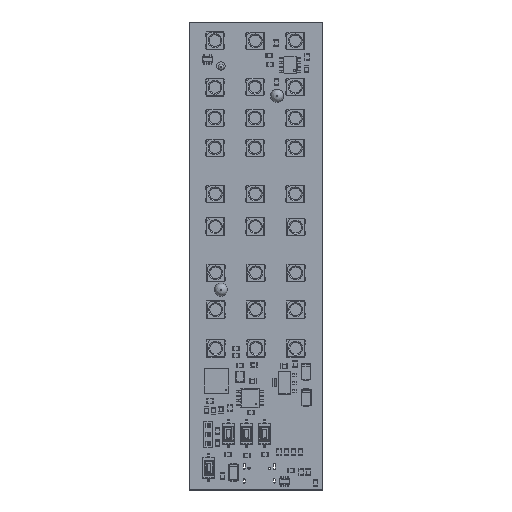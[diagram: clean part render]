
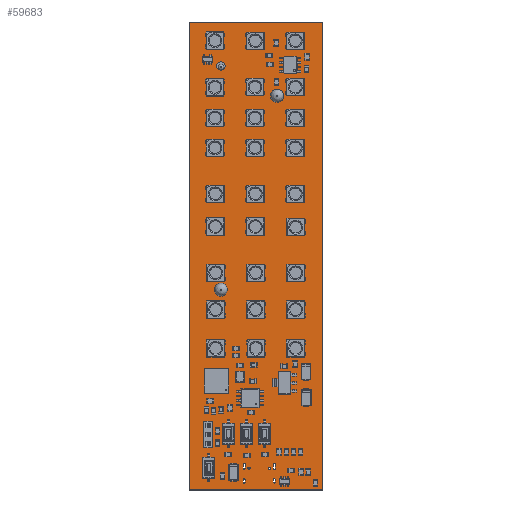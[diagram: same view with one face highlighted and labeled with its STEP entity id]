
A CAD part, top view. The second image highlights one B-rep face of the part: STEP entity #59683.
In plain terms, the highlighted planar face has unit normal (0, 0, 1).
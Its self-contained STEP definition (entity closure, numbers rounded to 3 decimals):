
#59339 = VERTEX_POINT('',#59340);
#59340 = CARTESIAN_POINT('',(128.2,-164.8,1.51));
#59346 = EDGE_CURVE('',#59339,#59347,#59349,.T.);
#59347 = VERTEX_POINT('',#59348);
#59348 = CARTESIAN_POINT('',(90.1,-164.8,1.51));
#59349 = LINE('',#59350,#59351);
#59350 = CARTESIAN_POINT('',(128.2,-164.8,1.51));
#59351 = VECTOR('',#59352,1.);
#59352 = DIRECTION('',(-1.,0.,0.));
#59379 = VERTEX_POINT('',#59380);
#59380 = CARTESIAN_POINT('',(128.2,-31.45,1.51));
#59386 = EDGE_CURVE('',#59379,#59339,#59387,.T.);
#59387 = LINE('',#59388,#59389);
#59388 = CARTESIAN_POINT('',(128.2,-31.45,1.51));
#59389 = VECTOR('',#59390,1.);
#59390 = DIRECTION('',(0.,-1.,0.));
#59408 = EDGE_CURVE('',#59347,#59409,#59411,.T.);
#59409 = VERTEX_POINT('',#59410);
#59410 = CARTESIAN_POINT('',(90.1,-31.45,1.51));
#59411 = LINE('',#59412,#59413);
#59412 = CARTESIAN_POINT('',(90.1,-164.8,1.51));
#59413 = VECTOR('',#59414,1.);
#59414 = DIRECTION('',(0.,1.,0.));
#59683 = ADVANCED_FACE('',(#59684,#59695,#59706,#59717,#59728,#59764,
    #59800,#59811,#59822,#59833,#59869,#59905,#59916),#59927,.T.);
#59684 = FACE_BOUND('',#59685,.T.);
#59685 = EDGE_LOOP('',(#59686,#59687,#59688,#59694));
#59686 = ORIENTED_EDGE('',*,*,#59346,.F.);
#59687 = ORIENTED_EDGE('',*,*,#59386,.F.);
#59688 = ORIENTED_EDGE('',*,*,#59689,.F.);
#59689 = EDGE_CURVE('',#59409,#59379,#59690,.T.);
#59690 = LINE('',#59691,#59692);
#59691 = CARTESIAN_POINT('',(90.1,-31.45,1.51));
#59692 = VECTOR('',#59693,1.);
#59693 = DIRECTION('',(1.,0.,0.));
#59694 = ORIENTED_EDGE('',*,*,#59408,.F.);
#59695 = FACE_BOUND('',#59696,.T.);
#59696 = EDGE_LOOP('',(#59697));
#59697 = ORIENTED_EDGE('',*,*,#59698,.T.);
#59698 = EDGE_CURVE('',#59699,#59699,#59701,.T.);
#59699 = VERTEX_POINT('',#59700);
#59700 = CARTESIAN_POINT('',(95.5,-152.055,1.51));
#59701 = CIRCLE('',#59702,0.5);
#59702 = AXIS2_PLACEMENT_3D('',#59703,#59704,#59705);
#59703 = CARTESIAN_POINT('',(95.5,-151.555,1.51));
#59704 = DIRECTION('',(-0.,0.,-1.));
#59705 = DIRECTION('',(-0.,-1.,0.));
#59706 = FACE_BOUND('',#59707,.T.);
#59707 = EDGE_LOOP('',(#59708));
#59708 = ORIENTED_EDGE('',*,*,#59709,.T.);
#59709 = EDGE_CURVE('',#59710,#59710,#59712,.T.);
#59710 = VERTEX_POINT('',#59711);
#59711 = CARTESIAN_POINT('',(95.5,-149.515,1.51));
#59712 = CIRCLE('',#59713,0.5);
#59713 = AXIS2_PLACEMENT_3D('',#59714,#59715,#59716);
#59714 = CARTESIAN_POINT('',(95.5,-149.015,1.51));
#59715 = DIRECTION('',(-0.,0.,-1.));
#59716 = DIRECTION('',(-0.,-1.,0.));
#59717 = FACE_BOUND('',#59718,.T.);
#59718 = EDGE_LOOP('',(#59719));
#59719 = ORIENTED_EDGE('',*,*,#59720,.T.);
#59720 = EDGE_CURVE('',#59721,#59721,#59723,.T.);
#59721 = VERTEX_POINT('',#59722);
#59722 = CARTESIAN_POINT('',(95.5,-146.975,1.51));
#59723 = CIRCLE('',#59724,0.5);
#59724 = AXIS2_PLACEMENT_3D('',#59725,#59726,#59727);
#59725 = CARTESIAN_POINT('',(95.5,-146.475,1.51));
#59726 = DIRECTION('',(-0.,0.,-1.));
#59727 = DIRECTION('',(-0.,-1.,0.));
#59728 = FACE_BOUND('',#59729,.T.);
#59729 = EDGE_LOOP('',(#59730,#59741,#59749,#59758));
#59730 = ORIENTED_EDGE('',*,*,#59731,.T.);
#59731 = EDGE_CURVE('',#59732,#59734,#59736,.T.);
#59732 = VERTEX_POINT('',#59733);
#59733 = CARTESIAN_POINT('',(106.06,-162.525,1.51));
#59734 = VERTEX_POINT('',#59735);
#59735 = CARTESIAN_POINT('',(105.46,-162.525,1.51));
#59736 = CIRCLE('',#59737,0.3);
#59737 = AXIS2_PLACEMENT_3D('',#59738,#59739,#59740);
#59738 = CARTESIAN_POINT('',(105.76,-162.525,1.51));
#59739 = DIRECTION('',(-0.,0.,-1.));
#59740 = DIRECTION('',(-1.,0.,0.));
#59741 = ORIENTED_EDGE('',*,*,#59742,.T.);
#59742 = EDGE_CURVE('',#59734,#59743,#59745,.T.);
#59743 = VERTEX_POINT('',#59744);
#59744 = CARTESIAN_POINT('',(105.46,-161.925,1.51));
#59745 = LINE('',#59746,#59747);
#59746 = CARTESIAN_POINT('',(105.46,-80.963,1.51));
#59747 = VECTOR('',#59748,1.);
#59748 = DIRECTION('',(-0.,1.,0.));
#59749 = ORIENTED_EDGE('',*,*,#59750,.T.);
#59750 = EDGE_CURVE('',#59743,#59751,#59753,.T.);
#59751 = VERTEX_POINT('',#59752);
#59752 = CARTESIAN_POINT('',(106.06,-161.925,1.51));
#59753 = CIRCLE('',#59754,0.3);
#59754 = AXIS2_PLACEMENT_3D('',#59755,#59756,#59757);
#59755 = CARTESIAN_POINT('',(105.76,-161.925,1.51));
#59756 = DIRECTION('',(0.,-0.,-1.));
#59757 = DIRECTION('',(1.,0.,-0.));
#59758 = ORIENTED_EDGE('',*,*,#59759,.T.);
#59759 = EDGE_CURVE('',#59751,#59732,#59760,.T.);
#59760 = LINE('',#59761,#59762);
#59761 = CARTESIAN_POINT('',(106.06,-81.263,1.51));
#59762 = VECTOR('',#59763,1.);
#59763 = DIRECTION('',(0.,-1.,0.));
#59764 = FACE_BOUND('',#59765,.T.);
#59765 = EDGE_LOOP('',(#59766,#59777,#59785,#59794));
#59766 = ORIENTED_EDGE('',*,*,#59767,.T.);
#59767 = EDGE_CURVE('',#59768,#59770,#59772,.T.);
#59768 = VERTEX_POINT('',#59769);
#59769 = CARTESIAN_POINT('',(106.06,-158.595,1.51));
#59770 = VERTEX_POINT('',#59771);
#59771 = CARTESIAN_POINT('',(105.46,-158.595,1.51));
#59772 = CIRCLE('',#59773,0.3);
#59773 = AXIS2_PLACEMENT_3D('',#59774,#59775,#59776);
#59774 = CARTESIAN_POINT('',(105.76,-158.595,1.51));
#59775 = DIRECTION('',(-0.,0.,-1.));
#59776 = DIRECTION('',(-1.,0.,0.));
#59777 = ORIENTED_EDGE('',*,*,#59778,.T.);
#59778 = EDGE_CURVE('',#59770,#59779,#59781,.T.);
#59779 = VERTEX_POINT('',#59780);
#59780 = CARTESIAN_POINT('',(105.46,-157.495,1.51));
#59781 = LINE('',#59782,#59783);
#59782 = CARTESIAN_POINT('',(105.46,-78.748,1.51));
#59783 = VECTOR('',#59784,1.);
#59784 = DIRECTION('',(-0.,1.,0.));
#59785 = ORIENTED_EDGE('',*,*,#59786,.T.);
#59786 = EDGE_CURVE('',#59779,#59787,#59789,.T.);
#59787 = VERTEX_POINT('',#59788);
#59788 = CARTESIAN_POINT('',(106.06,-157.495,1.51));
#59789 = CIRCLE('',#59790,0.3);
#59790 = AXIS2_PLACEMENT_3D('',#59791,#59792,#59793);
#59791 = CARTESIAN_POINT('',(105.76,-157.495,1.51));
#59792 = DIRECTION('',(0.,-0.,-1.));
#59793 = DIRECTION('',(1.,0.,-0.));
#59794 = ORIENTED_EDGE('',*,*,#59795,.T.);
#59795 = EDGE_CURVE('',#59787,#59768,#59796,.T.);
#59796 = LINE('',#59797,#59798);
#59797 = CARTESIAN_POINT('',(106.06,-79.298,1.51));
#59798 = VECTOR('',#59799,1.);
#59799 = DIRECTION('',(0.,-1.,0.));
#59800 = FACE_BOUND('',#59801,.T.);
#59801 = EDGE_LOOP('',(#59802));
#59802 = ORIENTED_EDGE('',*,*,#59803,.T.);
#59803 = EDGE_CURVE('',#59804,#59804,#59806,.T.);
#59804 = VERTEX_POINT('',#59805);
#59805 = CARTESIAN_POINT('',(99.15,-109.46,1.51));
#59806 = CIRCLE('',#59807,1.725);
#59807 = AXIS2_PLACEMENT_3D('',#59808,#59809,#59810);
#59808 = CARTESIAN_POINT('',(99.15,-107.735,1.51));
#59809 = DIRECTION('',(-0.,0.,-1.));
#59810 = DIRECTION('',(-0.,-1.,0.));
#59811 = FACE_BOUND('',#59812,.T.);
#59812 = EDGE_LOOP('',(#59813));
#59813 = ORIENTED_EDGE('',*,*,#59814,.T.);
#59814 = EDGE_CURVE('',#59815,#59815,#59817,.T.);
#59815 = VERTEX_POINT('',#59816);
#59816 = CARTESIAN_POINT('',(107.19,-158.9,1.51));
#59817 = CIRCLE('',#59818,0.325);
#59818 = AXIS2_PLACEMENT_3D('',#59819,#59820,#59821);
#59819 = CARTESIAN_POINT('',(107.19,-158.575,1.51));
#59820 = DIRECTION('',(-0.,0.,-1.));
#59821 = DIRECTION('',(-0.,-1.,0.));
#59822 = FACE_BOUND('',#59823,.T.);
#59823 = EDGE_LOOP('',(#59824));
#59824 = ORIENTED_EDGE('',*,*,#59825,.T.);
#59825 = EDGE_CURVE('',#59826,#59826,#59828,.T.);
#59826 = VERTEX_POINT('',#59827);
#59827 = CARTESIAN_POINT('',(112.97,-158.9,1.51));
#59828 = CIRCLE('',#59829,0.325);
#59829 = AXIS2_PLACEMENT_3D('',#59830,#59831,#59832);
#59830 = CARTESIAN_POINT('',(112.97,-158.575,1.51));
#59831 = DIRECTION('',(-0.,0.,-1.));
#59832 = DIRECTION('',(-0.,-1.,0.));
#59833 = FACE_BOUND('',#59834,.T.);
#59834 = EDGE_LOOP('',(#59835,#59846,#59854,#59863));
#59835 = ORIENTED_EDGE('',*,*,#59836,.T.);
#59836 = EDGE_CURVE('',#59837,#59839,#59841,.T.);
#59837 = VERTEX_POINT('',#59838);
#59838 = CARTESIAN_POINT('',(114.7,-162.525,1.51));
#59839 = VERTEX_POINT('',#59840);
#59840 = CARTESIAN_POINT('',(114.1,-162.525,1.51));
#59841 = CIRCLE('',#59842,0.3);
#59842 = AXIS2_PLACEMENT_3D('',#59843,#59844,#59845);
#59843 = CARTESIAN_POINT('',(114.4,-162.525,1.51));
#59844 = DIRECTION('',(-0.,0.,-1.));
#59845 = DIRECTION('',(-1.,0.,0.));
#59846 = ORIENTED_EDGE('',*,*,#59847,.T.);
#59847 = EDGE_CURVE('',#59839,#59848,#59850,.T.);
#59848 = VERTEX_POINT('',#59849);
#59849 = CARTESIAN_POINT('',(114.1,-161.925,1.51));
#59850 = LINE('',#59851,#59852);
#59851 = CARTESIAN_POINT('',(114.1,-80.963,1.51));
#59852 = VECTOR('',#59853,1.);
#59853 = DIRECTION('',(-0.,1.,0.));
#59854 = ORIENTED_EDGE('',*,*,#59855,.T.);
#59855 = EDGE_CURVE('',#59848,#59856,#59858,.T.);
#59856 = VERTEX_POINT('',#59857);
#59857 = CARTESIAN_POINT('',(114.7,-161.925,1.51));
#59858 = CIRCLE('',#59859,0.3);
#59859 = AXIS2_PLACEMENT_3D('',#59860,#59861,#59862);
#59860 = CARTESIAN_POINT('',(114.4,-161.925,1.51));
#59861 = DIRECTION('',(0.,-0.,-1.));
#59862 = DIRECTION('',(1.,0.,-0.));
#59863 = ORIENTED_EDGE('',*,*,#59864,.T.);
#59864 = EDGE_CURVE('',#59856,#59837,#59865,.T.);
#59865 = LINE('',#59866,#59867);
#59866 = CARTESIAN_POINT('',(114.7,-81.263,1.51));
#59867 = VECTOR('',#59868,1.);
#59868 = DIRECTION('',(0.,-1.,0.));
#59869 = FACE_BOUND('',#59870,.T.);
#59870 = EDGE_LOOP('',(#59871,#59882,#59890,#59899));
#59871 = ORIENTED_EDGE('',*,*,#59872,.T.);
#59872 = EDGE_CURVE('',#59873,#59875,#59877,.T.);
#59873 = VERTEX_POINT('',#59874);
#59874 = CARTESIAN_POINT('',(114.7,-158.595,1.51));
#59875 = VERTEX_POINT('',#59876);
#59876 = CARTESIAN_POINT('',(114.1,-158.595,1.51));
#59877 = CIRCLE('',#59878,0.3);
#59878 = AXIS2_PLACEMENT_3D('',#59879,#59880,#59881);
#59879 = CARTESIAN_POINT('',(114.4,-158.595,1.51));
#59880 = DIRECTION('',(-0.,0.,-1.));
#59881 = DIRECTION('',(-1.,0.,0.));
#59882 = ORIENTED_EDGE('',*,*,#59883,.T.);
#59883 = EDGE_CURVE('',#59875,#59884,#59886,.T.);
#59884 = VERTEX_POINT('',#59885);
#59885 = CARTESIAN_POINT('',(114.1,-157.495,1.51));
#59886 = LINE('',#59887,#59888);
#59887 = CARTESIAN_POINT('',(114.1,-78.748,1.51));
#59888 = VECTOR('',#59889,1.);
#59889 = DIRECTION('',(-0.,1.,0.));
#59890 = ORIENTED_EDGE('',*,*,#59891,.T.);
#59891 = EDGE_CURVE('',#59884,#59892,#59894,.T.);
#59892 = VERTEX_POINT('',#59893);
#59893 = CARTESIAN_POINT('',(114.7,-157.495,1.51));
#59894 = CIRCLE('',#59895,0.3);
#59895 = AXIS2_PLACEMENT_3D('',#59896,#59897,#59898);
#59896 = CARTESIAN_POINT('',(114.4,-157.495,1.51));
#59897 = DIRECTION('',(0.,-0.,-1.));
#59898 = DIRECTION('',(1.,0.,-0.));
#59899 = ORIENTED_EDGE('',*,*,#59900,.T.);
#59900 = EDGE_CURVE('',#59892,#59873,#59901,.T.);
#59901 = LINE('',#59902,#59903);
#59902 = CARTESIAN_POINT('',(114.7,-79.298,1.51));
#59903 = VECTOR('',#59904,1.);
#59904 = DIRECTION('',(0.,-1.,0.));
#59905 = FACE_BOUND('',#59906,.T.);
#59906 = EDGE_LOOP('',(#59907));
#59907 = ORIENTED_EDGE('',*,*,#59908,.T.);
#59908 = EDGE_CURVE('',#59909,#59909,#59911,.T.);
#59909 = VERTEX_POINT('',#59910);
#59910 = CARTESIAN_POINT('',(99.15,-45.18,1.51));
#59911 = CIRCLE('',#59912,1.195);
#59912 = AXIS2_PLACEMENT_3D('',#59913,#59914,#59915);
#59913 = CARTESIAN_POINT('',(99.15,-43.985,1.51));
#59914 = DIRECTION('',(-0.,0.,-1.));
#59915 = DIRECTION('',(-0.,-1.,0.));
#59916 = FACE_BOUND('',#59917,.T.);
#59917 = EDGE_LOOP('',(#59918));
#59918 = ORIENTED_EDGE('',*,*,#59919,.T.);
#59919 = EDGE_CURVE('',#59920,#59920,#59922,.T.);
#59920 = VERTEX_POINT('',#59921);
#59921 = CARTESIAN_POINT('',(115.15,-54.22,1.51));
#59922 = CIRCLE('',#59923,1.725);
#59923 = AXIS2_PLACEMENT_3D('',#59924,#59925,#59926);
#59924 = CARTESIAN_POINT('',(115.15,-52.495,1.51));
#59925 = DIRECTION('',(-0.,0.,-1.));
#59926 = DIRECTION('',(-0.,-1.,0.));
#59927 = PLANE('',#59928);
#59928 = AXIS2_PLACEMENT_3D('',#59929,#59930,#59931);
#59929 = CARTESIAN_POINT('',(0.,0.,1.51));
#59930 = DIRECTION('',(0.,0.,1.));
#59931 = DIRECTION('',(1.,0.,-0.));
